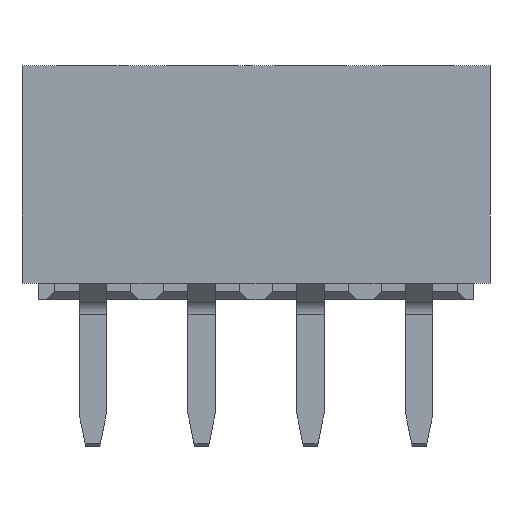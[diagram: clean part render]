
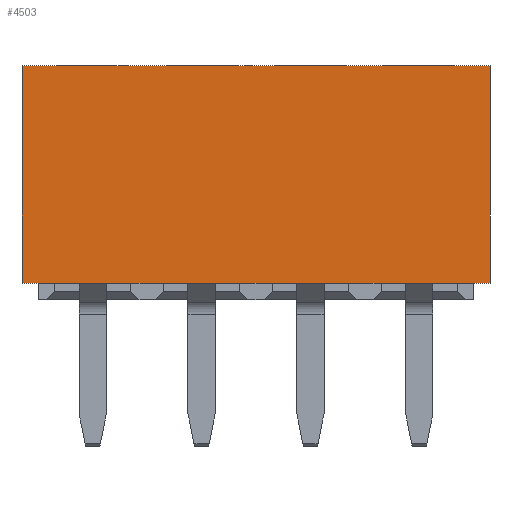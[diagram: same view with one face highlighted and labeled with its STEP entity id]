
A CAD part, front view. The second image highlights one B-rep face of the part: STEP entity #4503.
In plain terms, the highlighted planar face has unit normal (0, -1, 0).
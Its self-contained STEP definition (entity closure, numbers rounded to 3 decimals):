
#334=ORIENTED_EDGE('',*,*,#1639,.F.);
#335=ORIENTED_EDGE('',*,*,#1644,.T.);
#336=ORIENTED_EDGE('',*,*,#1643,.F.);
#337=ORIENTED_EDGE('',*,*,#1523,.F.);
#1523=EDGE_CURVE('',#2183,#2184,#2597,.T.);
#1639=EDGE_CURVE('',#2291,#2183,#2713,.T.);
#1643=EDGE_CURVE('',#2184,#2292,#2717,.T.);
#1644=EDGE_CURVE('',#2291,#2292,#2718,.T.);
#2183=VERTEX_POINT('',#6377);
#2184=VERTEX_POINT('',#6379);
#2291=VERTEX_POINT('',#6617);
#2292=VERTEX_POINT('',#6622);
#2597=LINE('',#6378,#3181);
#2713=LINE('',#6618,#3297);
#2717=LINE('',#6625,#3301);
#2718=LINE('',#6627,#3302);
#3181=VECTOR('',#5120,1000.);
#3297=VECTOR('',#5268,1000.);
#3301=VECTOR('',#5274,1000.);
#3302=VECTOR('',#5277,1000.);
#3766=EDGE_LOOP('',(#334,#335,#336,#337));
#4034=FACE_BOUND('',#3766,.T.);
#4294=PLANE('',#4781);
#4503=ADVANCED_FACE('',(#4034),#4294,.F.);
#4781=AXIS2_PLACEMENT_3D('',#6626,#5275,#5276);
#5120=DIRECTION('',(1.,0.,0.));
#5268=DIRECTION('',(0.,0.,1.));
#5274=DIRECTION('',(0.,0.,-1.));
#5275=DIRECTION('',(0.,1.,0.));
#5276=DIRECTION('',(0.,0.,1.));
#5277=DIRECTION('',(1.,0.,0.));
#6377=CARTESIAN_POINT('',(-4.3,-2.,2.15));
#6378=CARTESIAN_POINT('',(-4.3,-2.,2.15));
#6379=CARTESIAN_POINT('',(4.3,-2.,2.15));
#6617=CARTESIAN_POINT('',(-4.3,-2.,-1.85));
#6618=CARTESIAN_POINT('',(-4.3,-2.,-2.15));
#6622=CARTESIAN_POINT('',(4.3,-2.,-1.85));
#6625=CARTESIAN_POINT('',(4.3,-2.,2.15));
#6626=CARTESIAN_POINT('',(0.,-2.,0.));
#6627=CARTESIAN_POINT('',(-4.3,-2.,-1.85));
